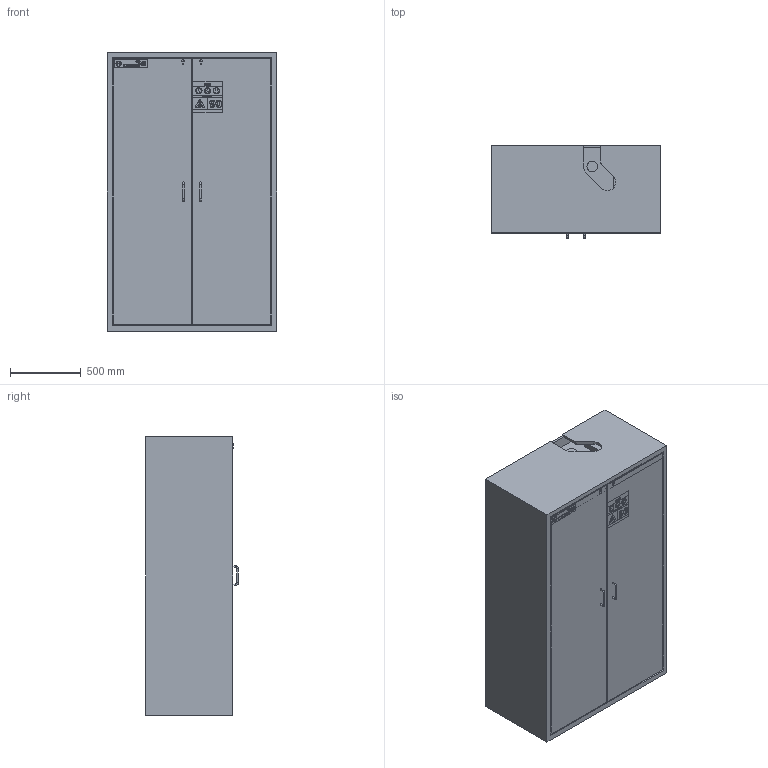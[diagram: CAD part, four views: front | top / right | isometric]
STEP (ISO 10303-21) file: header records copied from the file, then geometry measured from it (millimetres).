
FILE_DESCRIPTION(/* description */ (''),/* implementation_level */ '2;1');
FILE_NAME(/* name */ 'S90.196.120(.WDAS)_30115(30116)-001-30147_CD.stp',/* time_stamp */ '2017-02-24T10:59:02+01:00',/* author */ ('pproduktmanagement'),/* organization */ ('asecos® GmbH'),/* preprocessor_version */ 'ST-DEVELOPER v16.5',/* originating_system */ 'Autodesk Inventor 2017',/* authorisation */ '');
FILE_SCHEMA (('AUTOMOTIVE_DESIGN { 1 0 10303 214 3 1 1 }'));
Length unit declared in the file: millimetre
Products named in the file (2): S90.196.120(.WDAS)_30115(30116)-001-30147; S90.196.120(.WDAS)_30115(30116)-001-30147_CD
Assembly tree (1 placements, depth 2):
  S90.196.120(.WDAS)_30115(30116)-001-30147
    S90.196.120(.WDAS)_30115(30116)-001-30147_CD
Bounding box: 1196.5 x 655.64 x 1968 mm (x, y, z)
Volume: 467250508.2 mm3; surface area: 26524653.7 mm2
Topology: 25 solids, 25 shells, 957 faces, 2373 edges, 1558 vertices
Faces by surface type: plane 705, bspline 135, cylinder 113, torus 4
Full cylindrical faces by diameter (mm): 8 x8, 8.5 x2, 8.6 x2, 10.3 x6, 10.679 x2, 30 x40, 33.8 x1, 37.8 x1, 40 x1, 45 x3, 75 x2
Entity records: 29939 total; most frequent: CARTESIAN_POINT 6956, ORIENTED_EDGE 4602, DIRECTION 3907, EDGE_CURVE 2301, LINE 1805, VECTOR 1805, VERTEX_POINT 1558, EDGE_LOOP 1223
